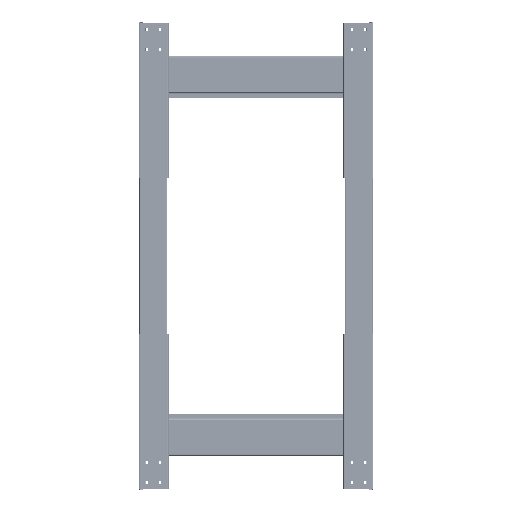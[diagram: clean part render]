
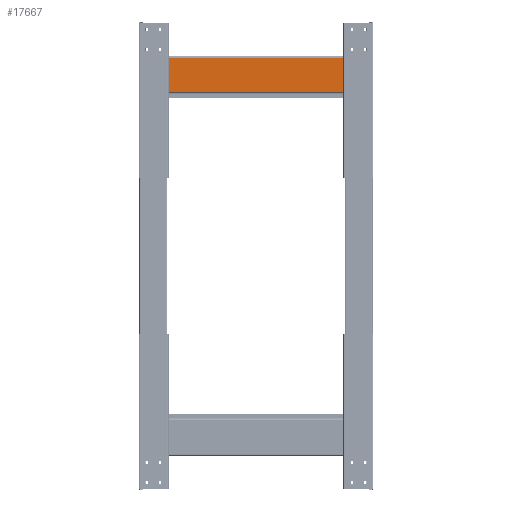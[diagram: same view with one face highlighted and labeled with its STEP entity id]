
A CAD part, front view. The second image highlights one B-rep face of the part: STEP entity #17667.
In plain terms, the highlighted planar face has unit normal (0, -1, 0).
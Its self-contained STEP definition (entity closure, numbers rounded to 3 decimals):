
#190 = FACE_BOUND ( 'NONE', #40771, .T. ) ;
#505 = CARTESIAN_POINT ( 'NONE',  ( 300., -1.4, 46.1 ) ) ;
#809 = CARTESIAN_POINT ( 'NONE',  ( -259., -1.4, 2.5 ) ) ;
#1409 = CARTESIAN_POINT ( 'NONE',  ( -235., -1.4, 2. ) ) ;
#1427 = EDGE_CURVE ( 'NONE', #47331, #11152, #3149, .T. ) ;
#1884 = AXIS2_PLACEMENT_3D ( 'NONE', #21603, #55059, #54230 ) ;
#1942 = CARTESIAN_POINT ( 'NONE',  ( -300., -1.4, -42.1 ) ) ;
#2776 = ORIENTED_EDGE ( 'NONE', *, *, #43468, .T. ) ;
#3149 = CIRCLE ( 'NONE', #36888, 0.5 ) ;
#3328 = VERTEX_POINT ( 'NONE', #46076 ) ;
#3746 = DIRECTION ( 'NONE',  ( 0., 0., 1. ) ) ;
#3784 = CIRCLE ( 'NONE', #32139, 6.3 ) ;
#4431 = DIRECTION ( 'NONE',  ( 0., 0., 1. ) ) ;
#4914 = DIRECTION ( 'NONE',  ( 0., 0., 1. ) ) ;
#4965 = EDGE_CURVE ( 'NONE', #49681, #37680, #53515, .T. ) ;
#6147 = AXIS2_PLACEMENT_3D ( 'NONE', #59202, #59998, #3746 ) ;
#7148 = VECTOR ( 'NONE', #26003, 1000. ) ;
#7493 = ORIENTED_EDGE ( 'NONE', *, *, #4965, .T. ) ;
#8796 = AXIS2_PLACEMENT_3D ( 'NONE', #23480, #18567, #4431 ) ;
#9088 = DIRECTION ( 'NONE',  ( 0., 0., 1. ) ) ;
#9148 = ORIENTED_EDGE ( 'NONE', *, *, #34362, .T. ) ;
#11152 = VERTEX_POINT ( 'NONE', #809 ) ;
#11153 = EDGE_CURVE ( 'NONE', #14189, #57987, #3784, .T. ) ;
#11604 = CARTESIAN_POINT ( 'NONE',  ( 259., -1.4, 2.5 ) ) ;
#12310 = AXIS2_PLACEMENT_3D ( 'NONE', #52631, #39116, #43840 ) ;
#12893 = CARTESIAN_POINT ( 'NONE',  ( -235., -1.4, 8.3 ) ) ;
#13777 = ORIENTED_EDGE ( 'NONE', *, *, #30050, .T. ) ;
#14189 = VERTEX_POINT ( 'NONE', #39414 ) ;
#14300 = EDGE_CURVE ( 'NONE', #40304, #20124, #35748, .T. ) ;
#14437 = ORIENTED_EDGE ( 'NONE', *, *, #54601, .F. ) ;
#14718 = CARTESIAN_POINT ( 'NONE',  ( 300., -1.4, -42.1 ) ) ;
#16263 = CARTESIAN_POINT ( 'NONE',  ( 300., -1.4, 46.1 ) ) ;
#17249 = EDGE_LOOP ( 'NONE', ( #49129, #26240 ) ) ;
#17667 = ADVANCED_FACE ( 'NONE', ( #190, #59505, #60188, #58732, #55049 ), #27065, .F. ) ;
#18567 = DIRECTION ( 'NONE',  ( 0., 1., 0. ) ) ;
#18583 = VECTOR ( 'NONE', #51706, 1000. ) ;
#19504 = CARTESIAN_POINT ( 'NONE',  ( -300., -1.4, -45. ) ) ;
#20124 = VERTEX_POINT ( 'NONE', #14718 ) ;
#20513 = DIRECTION ( 'NONE',  ( 0., 1., 0. ) ) ;
#20700 = CARTESIAN_POINT ( 'NONE',  ( 259., -1.4, 1.5 ) ) ;
#21603 = CARTESIAN_POINT ( 'NONE',  ( -259., -1.4, 2. ) ) ;
#23212 = DIRECTION ( 'NONE',  ( 0., 0., 1. ) ) ;
#23433 = CARTESIAN_POINT ( 'NONE',  ( 259., -1.4, 2. ) ) ;
#23480 = CARTESIAN_POINT ( 'NONE',  ( -235., -1.4, 2. ) ) ;
#24989 = VERTEX_POINT ( 'NONE', #43378 ) ;
#25494 = DIRECTION ( 'NONE',  ( 1., 0., 0. ) ) ;
#25704 = VERTEX_POINT ( 'NONE', #28696 ) ;
#26003 = DIRECTION ( 'NONE',  ( 0., 0., -1. ) ) ;
#26240 = ORIENTED_EDGE ( 'NONE', *, *, #29099, .T. ) ;
#26490 = CARTESIAN_POINT ( 'NONE',  ( 259., -1.4, 2. ) ) ;
#27065 = PLANE ( 'NONE',  #6147 ) ;
#27082 = AXIS2_PLACEMENT_3D ( 'NONE', #26490, #55862, #23212 ) ;
#28696 = CARTESIAN_POINT ( 'NONE',  ( -235., -1.4, -4.3 ) ) ;
#29099 = EDGE_CURVE ( 'NONE', #25704, #55730, #46234, .T. ) ;
#30050 = EDGE_CURVE ( 'NONE', #11152, #47331, #49762, .T. ) ;
#32139 = AXIS2_PLACEMENT_3D ( 'NONE', #37608, #47399, #4914 ) ;
#32216 = DIRECTION ( 'NONE',  ( 0., 1., 0. ) ) ;
#33273 = EDGE_LOOP ( 'NONE', ( #33910, #40671, #56261, #14437 ) ) ;
#33910 = ORIENTED_EDGE ( 'NONE', *, *, #40184, .T. ) ;
#34362 = EDGE_CURVE ( 'NONE', #57987, #14189, #38531, .T. ) ;
#35613 = CIRCLE ( 'NONE', #8796, 6.3 ) ;
#35748 = LINE ( 'NONE', #45166, #7148 ) ;
#36604 = AXIS2_PLACEMENT_3D ( 'NONE', #23433, #32216, #9088 ) ;
#36888 = AXIS2_PLACEMENT_3D ( 'NONE', #48427, #20513, #37015 ) ;
#37015 = DIRECTION ( 'NONE',  ( 0., 0., 1. ) ) ;
#37608 = CARTESIAN_POINT ( 'NONE',  ( 235., -1.4, 2. ) ) ;
#37680 = VERTEX_POINT ( 'NONE', #20700 ) ;
#37785 = DIRECTION ( 'NONE',  ( 0., 0., 1. ) ) ;
#38531 = CIRCLE ( 'NONE', #12310, 6.3 ) ;
#39116 = DIRECTION ( 'NONE',  ( 0., 1., 0. ) ) ;
#39188 = EDGE_LOOP ( 'NONE', ( #7493, #2776 ) ) ;
#39414 = CARTESIAN_POINT ( 'NONE',  ( 235., -1.4, -4.3 ) ) ;
#40184 = EDGE_CURVE ( 'NONE', #3328, #20124, #42623, .T. ) ;
#40304 = VERTEX_POINT ( 'NONE', #16263 ) ;
#40460 = LINE ( 'NONE', #19504, #18583 ) ;
#40671 = ORIENTED_EDGE ( 'NONE', *, *, #14300, .F. ) ;
#40771 = EDGE_LOOP ( 'NONE', ( #13777, #59865 ) ) ;
#42149 = AXIS2_PLACEMENT_3D ( 'NONE', #1409, #56618, #37785 ) ;
#42623 = LINE ( 'NONE', #1942, #53596 ) ;
#43378 = CARTESIAN_POINT ( 'NONE',  ( -300., -1.4, 46.1 ) ) ;
#43468 = EDGE_CURVE ( 'NONE', #37680, #49681, #50662, .T. ) ;
#43840 = DIRECTION ( 'NONE',  ( 0., 0., 1. ) ) ;
#43859 = ORIENTED_EDGE ( 'NONE', *, *, #11153, .T. ) ;
#45166 = CARTESIAN_POINT ( 'NONE',  ( 300., -1.4, -45. ) ) ;
#46076 = CARTESIAN_POINT ( 'NONE',  ( -300., -1.4, -42.1 ) ) ;
#46234 = CIRCLE ( 'NONE', #42149, 6.3 ) ;
#47331 = VERTEX_POINT ( 'NONE', #56599 ) ;
#47399 = DIRECTION ( 'NONE',  ( 0., 1., 0. ) ) ;
#48072 = EDGE_CURVE ( 'NONE', #40304, #24989, #54070, .T. ) ;
#48199 = VECTOR ( 'NONE', #51980, 1000. ) ;
#48427 = CARTESIAN_POINT ( 'NONE',  ( -259., -1.4, 2. ) ) ;
#49129 = ORIENTED_EDGE ( 'NONE', *, *, #59971, .T. ) ;
#49681 = VERTEX_POINT ( 'NONE', #11604 ) ;
#49762 = CIRCLE ( 'NONE', #1884, 0.5 ) ;
#50662 = CIRCLE ( 'NONE', #27082, 0.5 ) ;
#51706 = DIRECTION ( 'NONE',  ( 0., 0., 1. ) ) ;
#51980 = DIRECTION ( 'NONE',  ( -1., 0., 0. ) ) ;
#52631 = CARTESIAN_POINT ( 'NONE',  ( 235., -1.4, 2. ) ) ;
#53515 = CIRCLE ( 'NONE', #36604, 0.5 ) ;
#53596 = VECTOR ( 'NONE', #25494, 1000. ) ;
#54070 = LINE ( 'NONE', #505, #48199 ) ;
#54230 = DIRECTION ( 'NONE',  ( 0., 0., 1. ) ) ;
#54368 = EDGE_LOOP ( 'NONE', ( #9148, #43859 ) ) ;
#54601 = EDGE_CURVE ( 'NONE', #3328, #24989, #40460, .T. ) ;
#55049 = FACE_OUTER_BOUND ( 'NONE', #33273, .T. ) ;
#55059 = DIRECTION ( 'NONE',  ( 0., 1., 0. ) ) ;
#55730 = VERTEX_POINT ( 'NONE', #12893 ) ;
#55862 = DIRECTION ( 'NONE',  ( 0., 1., 0. ) ) ;
#56261 = ORIENTED_EDGE ( 'NONE', *, *, #48072, .T. ) ;
#56599 = CARTESIAN_POINT ( 'NONE',  ( -259., -1.4, 1.5 ) ) ;
#56618 = DIRECTION ( 'NONE',  ( 0., 1., 0. ) ) ;
#57987 = VERTEX_POINT ( 'NONE', #59027 ) ;
#58732 = FACE_BOUND ( 'NONE', #54368, .T. ) ;
#59027 = CARTESIAN_POINT ( 'NONE',  ( 235., -1.4, 8.3 ) ) ;
#59202 = CARTESIAN_POINT ( 'NONE',  ( 0., -1.4, 0. ) ) ;
#59505 = FACE_BOUND ( 'NONE', #39188, .T. ) ;
#59865 = ORIENTED_EDGE ( 'NONE', *, *, #1427, .T. ) ;
#59971 = EDGE_CURVE ( 'NONE', #55730, #25704, #35613, .T. ) ;
#59998 = DIRECTION ( 'NONE',  ( 0., 1., 0. ) ) ;
#60188 = FACE_BOUND ( 'NONE', #17249, .T. ) ;
